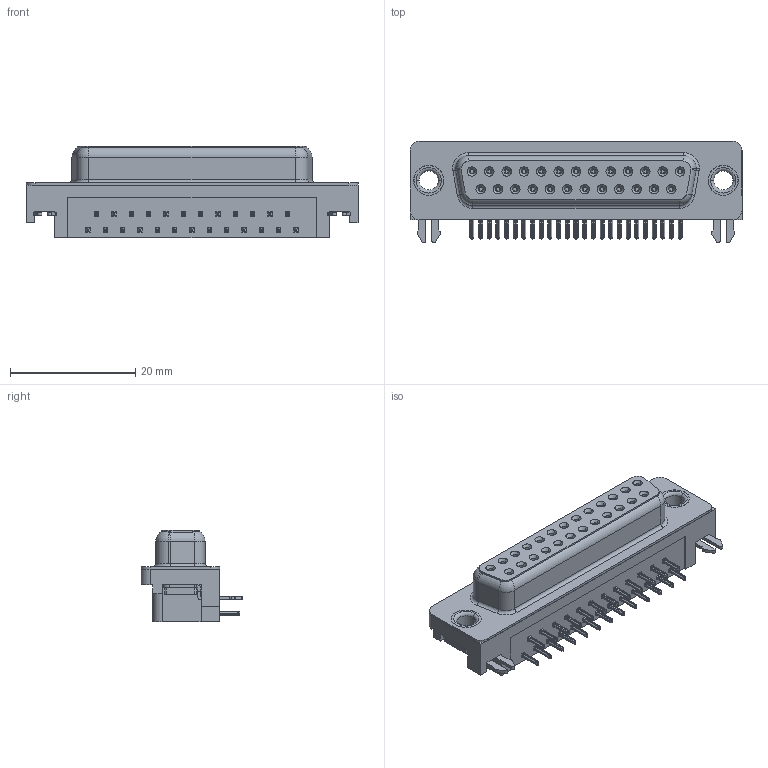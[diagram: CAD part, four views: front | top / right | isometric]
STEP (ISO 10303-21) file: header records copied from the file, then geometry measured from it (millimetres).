
FILE_DESCRIPTION (( 'STEP AP203' ), '1' );
FILE_NAME ('624-025-261-031.STEP', '2018-11-06T19:58:58', ( '' ), ( '' ), 'SwSTEP 2.0', 'SolidWorks 2016', '' );
FILE_SCHEMA (( 'CONFIG_CONTROL_DESIGN' ));
Length unit declared in the file: millimetre
Products named in the file (7): 624 Thru Hole Rivet; 624-025-261-031; 624 Housing_25 Socket; 624 Shell_25 Socket; 624 Socket Bottom; 624 Contact Top; 624 2 Prong Board Lock
Assembly tree (31 placements, depth 2):
  624-025-261-031
    624 Housing_25 Socket
    624 Shell_25 Socket
    624 Socket Bottom  x12
    624 Contact Top  x13
    624 2 Prong Board Lock  x2
    624 Thru Hole Rivet  x2
Bounding box: 53.04 x 16.25 x 14.6 mm (x, y, z)
Volume: 5949.4 mm3; surface area: 8253.7 mm2
Topology: 31 solids, 31 shells, 3712 faces, 9786 edges, 6160 vertices
Faces by surface type: plane 1630, cylinder 896, bspline 852, cone 300, torus 34
Entity records: 28514 total; most frequent: CARTESIAN_POINT 7799, ORIENTED_EDGE 4086, DIRECTION 3782, EDGE_CURVE 2043, VECTOR 1346, LINE 1346, VERTEX_POINT 1306, AXIS2_PLACEMENT_3D 1218
